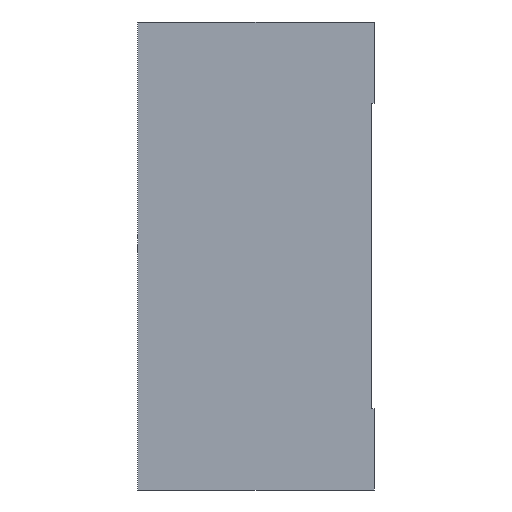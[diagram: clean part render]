
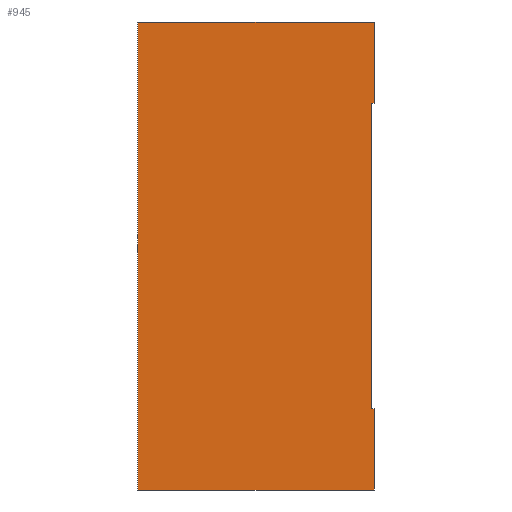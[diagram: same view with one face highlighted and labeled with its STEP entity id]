
A CAD part, left-side view. The second image highlights one B-rep face of the part: STEP entity #945.
In plain terms, the highlighted planar face has unit normal (-1, 0, 0).
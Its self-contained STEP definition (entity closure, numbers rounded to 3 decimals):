
#2 = FACE_OUTER_BOUND ( 'NONE', #1378, .T. ) ;
#22 = EDGE_CURVE ( 'NONE', #314, #701, #1046, .T. ) ;
#26 = CARTESIAN_POINT ( 'NONE',  ( 0., -1.01, -0.34 ) ) ;
#49 = LINE ( 'NONE', #1102, #681 ) ;
#138 = EDGE_CURVE ( 'NONE', #1364, #1227, #223, .T. ) ;
#155 = AXIS2_PLACEMENT_3D ( 'NONE', #1494, #739, #1620 ) ;
#219 = EDGE_CURVE ( 'NONE', #1227, #314, #814, .T. ) ;
#223 = LINE ( 'NONE', #1510, #1233 ) ;
#242 = VERTEX_POINT ( 'NONE', #863 ) ;
#314 = VERTEX_POINT ( 'NONE', #622 ) ;
#357 = CARTESIAN_POINT ( 'NONE',  ( 0., -1.01, -1.66 ) ) ;
#366 = ORIENTED_EDGE ( 'NONE', *, *, #848, .T. ) ;
#393 = VECTOR ( 'NONE', #405, 1000. ) ;
#398 = ORIENTED_EDGE ( 'NONE', *, *, #606, .F. ) ;
#405 = DIRECTION ( 'NONE',  ( 0., 1., 0. ) ) ;
#440 = CARTESIAN_POINT ( 'NONE',  ( 0., -1., -2.01 ) ) ;
#442 = EDGE_CURVE ( 'NONE', #772, #242, #49, .T. ) ;
#463 = LINE ( 'NONE', #357, #1466 ) ;
#473 = ORIENTED_EDGE ( 'NONE', *, *, #138, .F. ) ;
#475 = CARTESIAN_POINT ( 'NONE',  ( 0., 0.01, -2.01 ) ) ;
#509 = ORIENTED_EDGE ( 'NONE', *, *, #22, .F. ) ;
#513 = VECTOR ( 'NONE', #655, 1000. ) ;
#523 = DIRECTION ( 'NONE',  ( 0., 0., -1. ) ) ;
#538 = DIRECTION ( 'NONE',  ( 0., 1., 0. ) ) ;
#588 = DIRECTION ( 'NONE',  ( 0., 0., 1. ) ) ;
#606 = EDGE_CURVE ( 'NONE', #242, #1364, #811, .T. ) ;
#622 = CARTESIAN_POINT ( 'NONE',  ( 0., -1.01, 0.01 ) ) ;
#655 = DIRECTION ( 'NONE',  ( 0., 0., -1. ) ) ;
#681 = VECTOR ( 'NONE', #523, 1000. ) ;
#684 = VECTOR ( 'NONE', #1499, 1000. ) ;
#701 = VERTEX_POINT ( 'NONE', #1030 ) ;
#713 = CARTESIAN_POINT ( 'NONE',  ( 0., -1., 0. ) ) ;
#738 = LINE ( 'NONE', #988, #393 ) ;
#739 = DIRECTION ( 'NONE',  ( -1., 0., 0. ) ) ;
#757 = PLANE ( 'NONE',  #155 ) ;
#772 = VERTEX_POINT ( 'NONE', #1301 ) ;
#811 = LINE ( 'NONE', #440, #1182 ) ;
#814 = LINE ( 'NONE', #1490, #684 ) ;
#848 = EDGE_CURVE ( 'NONE', #1385, #1287, #1217, .T. ) ;
#863 = CARTESIAN_POINT ( 'NONE',  ( 0., -1.01, -2.01 ) ) ;
#897 = ORIENTED_EDGE ( 'NONE', *, *, #1299, .T. ) ;
#945 = ADVANCED_FACE ( 'NONE', ( #2 ), #757, .T. ) ;
#988 = CARTESIAN_POINT ( 'NONE',  ( 0., -1.01, -0.34 ) ) ;
#1030 = CARTESIAN_POINT ( 'NONE',  ( 0., -1.01, -0.34 ) ) ;
#1044 = CARTESIAN_POINT ( 'NONE',  ( 0., -1., -0.34 ) ) ;
#1046 = LINE ( 'NONE', #26, #513 ) ;
#1076 = DIRECTION ( 'NONE',  ( 0., 1., 0. ) ) ;
#1088 = ORIENTED_EDGE ( 'NONE', *, *, #442, .F. ) ;
#1102 = CARTESIAN_POINT ( 'NONE',  ( 0., -1.01, -2.01 ) ) ;
#1115 = ORIENTED_EDGE ( 'NONE', *, *, #219, .F. ) ;
#1141 = VECTOR ( 'NONE', #588, 1000. ) ;
#1182 = VECTOR ( 'NONE', #1076, 1000. ) ;
#1190 = CARTESIAN_POINT ( 'NONE',  ( 0., 0.01, 0.01 ) ) ;
#1217 = LINE ( 'NONE', #713, #1141 ) ;
#1227 = VERTEX_POINT ( 'NONE', #1190 ) ;
#1233 = VECTOR ( 'NONE', #1241, 1000. ) ;
#1241 = DIRECTION ( 'NONE',  ( 0., 0., 1. ) ) ;
#1287 = VERTEX_POINT ( 'NONE', #1044 ) ;
#1299 = EDGE_CURVE ( 'NONE', #772, #1385, #463, .T. ) ;
#1301 = CARTESIAN_POINT ( 'NONE',  ( 0., -1.01, -1.66 ) ) ;
#1303 = ORIENTED_EDGE ( 'NONE', *, *, #1422, .F. ) ;
#1364 = VERTEX_POINT ( 'NONE', #475 ) ;
#1378 = EDGE_LOOP ( 'NONE', ( #398, #1088, #897, #366, #1303, #509, #1115, #473 ) ) ;
#1385 = VERTEX_POINT ( 'NONE', #1615 ) ;
#1422 = EDGE_CURVE ( 'NONE', #701, #1287, #738, .T. ) ;
#1466 = VECTOR ( 'NONE', #538, 1000. ) ;
#1490 = CARTESIAN_POINT ( 'NONE',  ( 0., -1., 0.01 ) ) ;
#1494 = CARTESIAN_POINT ( 'NONE',  ( 0., -1., 0. ) ) ;
#1499 = DIRECTION ( 'NONE',  ( 0., -1., 0. ) ) ;
#1510 = CARTESIAN_POINT ( 'NONE',  ( 0., 0.01, -2. ) ) ;
#1615 = CARTESIAN_POINT ( 'NONE',  ( 0., -1., -1.66 ) ) ;
#1620 = DIRECTION ( 'NONE',  ( 0., 0., 1. ) ) ;
